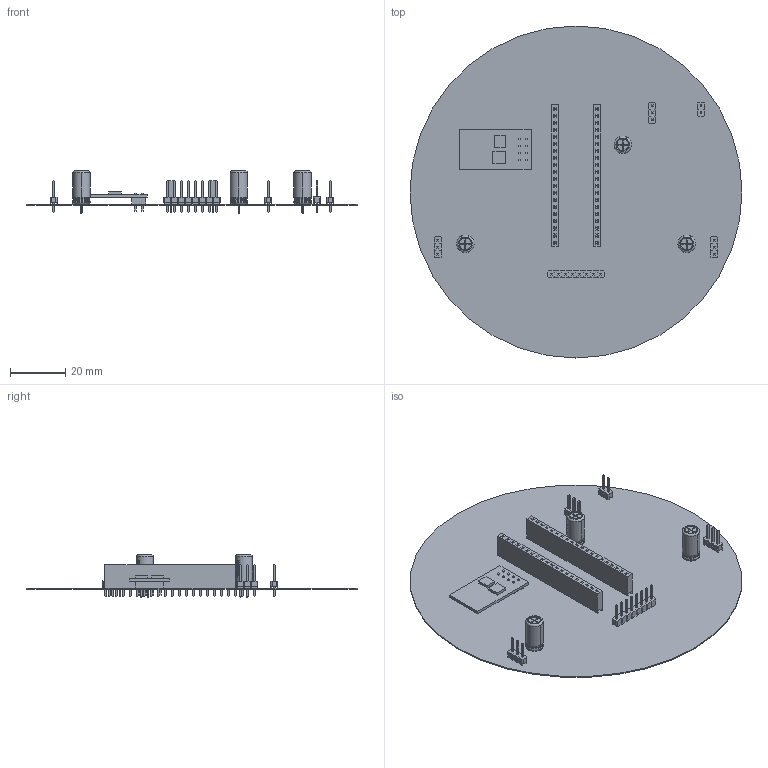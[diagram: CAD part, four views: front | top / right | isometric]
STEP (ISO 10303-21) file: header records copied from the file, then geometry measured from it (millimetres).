
FILE_DESCRIPTION(('Open CASCADE Model'),'2;1');
FILE_NAME('Open CASCADE Shape Model','2023-05-22T11:33:12',('Author'),( 'Open CASCADE'),'Open CASCADE STEP processor 6.8','Open CASCADE 6.8' ,'Unknown');
FILE_SCHEMA(('AUTOMOTIVE_DESIGN { 1 0 10303 214 1 1 1 1 }'));
Length unit declared in the file: millimetre
Products named in the file (40): PCB; Board; Open CASCADE STEP translator 6.8 10.1.1; J5; 61300311121; Open CASCADE STEP translator 6.8 10.2.1.1; Open CASCADE STEP translator 6.8 10.2.1.2; Open CASCADE STEP translator 6.8 10.2.1.3; Open CASCADE STEP translator 6.8 10.2.1.4; J7; 61300811121_(rev1); 6130xx11121_PIN; 61300811121; J6; 61300211121; Open CASCADE STEP translator 6.8 10.4.1.1; Open CASCADE STEP translator 6.8 10.4.1.2; Open CASCADE STEP translator 6.8 10.4.1.3; J4; J3; J2; 61302011821_(rev1); 6130xx11821_PIN; 61302011821; J1; IC1; -1942154632; Extruded; -1942147352; -1942146752; -1942148032; -1942155312; C3; User_Library-Cap-EL(6_3x12-2_5); C2; C1
Assembly tree (77 placements, depth 4):
  PCB
    Board
      Open CASCADE STEP translator 6.8 10.1.1
    J5
      61300311121
        Open CASCADE STEP translator 6.8 10.2.1.1
        Open CASCADE STEP translator 6.8 10.2.1.2
        Open CASCADE STEP translator 6.8 10.2.1.3
        Open CASCADE STEP translator 6.8 10.2.1.4
    J7
      61300811121_(rev1)
        6130xx11121_PIN  x8
        61300811121
    J6
      61300211121
        Open CASCADE STEP translator 6.8 10.4.1.1
        Open CASCADE STEP translator 6.8 10.4.1.2
        Open CASCADE STEP translator 6.8 10.4.1.3
    J4
      61300311121
        Open CASCADE STEP translator 6.8 10.2.1.1
        Open CASCADE STEP translator 6.8 10.2.1.2
        Open CASCADE STEP translator 6.8 10.2.1.3
        Open CASCADE STEP translator 6.8 10.2.1.4
    J3
      61300311121
        Open CASCADE STEP translator 6.8 10.2.1.1
        Open CASCADE STEP translator 6.8 10.2.1.2
        Open CASCADE STEP translator 6.8 10.2.1.3
        Open CASCADE STEP translator 6.8 10.2.1.4
    J2
      61302011821_(rev1)
        6130xx11821_PIN  x20
        61302011821
    J1
      61302011821_(rev1)
        6130xx11821_PIN  x20
        61302011821
    IC1
      -1942154632
        Extruded
      -1942147352
        Extruded
      -1942146752
        Extruded
      -1942148032
        Extruded
      -1942155312  x8
        Extruded
    C3
      User_Library-Cap-EL(6_3x12-2_5)
    C2
      User_Library-Cap-EL(6_3x12-2_5)
    C1
      User_Library-Cap-EL(6_3x12-2_5)
Bounding box: 120 x 120 x 15.2 mm (x, y, z)
Volume: 8157.8 mm3; surface area: 31924.7 mm2
Topology: 82 solids, 85 shells, 3510 faces, 9249 edges, 6044 vertices
Faces by surface type: plane 2599, bspline 477, cylinder 267, torus 87, extrusion 80
Full cylindrical faces by diameter (mm): 120 x1
Entity records: 45545 total; most frequent: CARTESIAN_POINT 13948, ORIENTED_EDGE 5492, DIRECTION 4345, EDGE_CURVE 2746, VECTOR 1929, LINE 1927, VERTEX_POINT 1782, AXIS2_PLACEMENT_3D 1208
